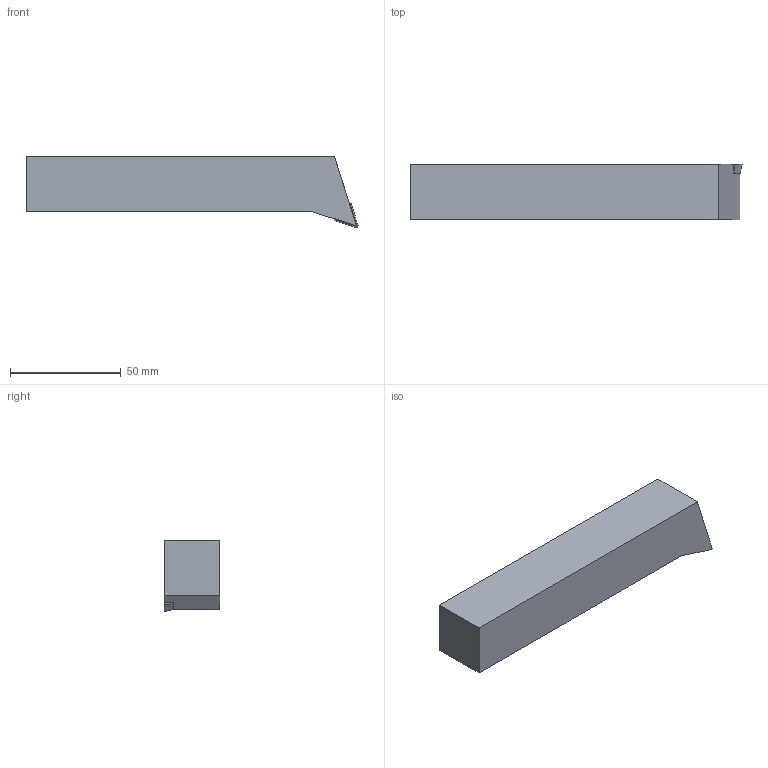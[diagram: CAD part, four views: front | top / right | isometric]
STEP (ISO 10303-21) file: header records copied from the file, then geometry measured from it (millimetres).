
FILE_DESCRIPTION((''),'2;1');
FILE_NAME('309-066-001_QU1_ASM','2017-06-12T',('piechottad'),(''),'CREO PARAMETRIC BY PTC INC, 2016380','CREO PARAMETRIC BY PTC INC, 2016380','');
FILE_SCHEMA(('AUTOMOTIVE_DESIGN { 1 0 10303 214 1 1 1 1 }'));
Length unit declared in the file: millimetre
Products named in the file (3): 70688025NC; 70688025C; 309-066-001_QU1_ASM
Assembly tree (2 placements, depth 2):
  309-066-001_QU1_ASM
    70688025NC
    70688025C
Bounding box: 150 x 25 x 32.01 mm (x, y, z)
Volume: 90890.8 mm3; surface area: 16321.5 mm2
Topology: 2 solids, 2 shells, 25 faces, 67 edges, 46 vertices
Faces by surface type: plane 17, cylinder 4, torus 2, cone 2
Entity records: 2026 total; most frequent: CARTESIAN_POINT 222, DIRECTION 190, ORIENTED_EDGE 118, PROPERTY_DEFINITION 113, REPRESENTATION 111, PROPERTY_DEFINITION_REPRESENTATION 111, PRESENTATION_STYLE_ASSIGNMENT 103, STYLED_ITEM 103
